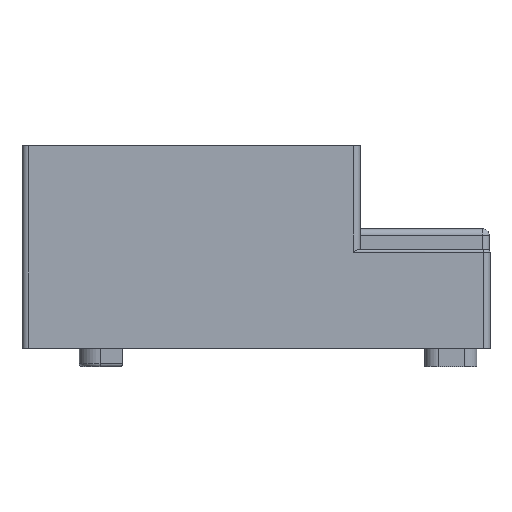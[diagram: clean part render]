
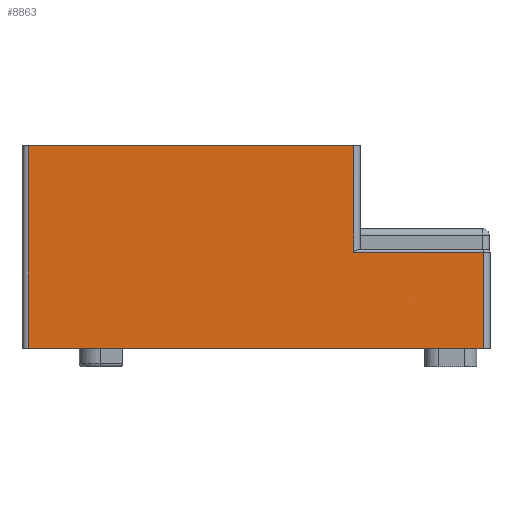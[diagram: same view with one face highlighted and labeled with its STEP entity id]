
A CAD part, left-side view. The second image highlights one B-rep face of the part: STEP entity #8863.
In plain terms, the highlighted planar face has unit normal (-1, 0, 0).
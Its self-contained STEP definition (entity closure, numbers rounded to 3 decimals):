
#583=LINE('',#13702,#1470);
#596=LINE('',#13760,#1483);
#597=LINE('',#13764,#1484);
#598=LINE('',#13766,#1485);
#599=LINE('',#13768,#1486);
#600=LINE('',#13769,#1487);
#1470=VECTOR('',#10993,10.);
#1483=VECTOR('',#11044,10.);
#1484=VECTOR('',#11049,10.);
#1485=VECTOR('',#11050,10.);
#1486=VECTOR('',#11051,10.);
#1487=VECTOR('',#11052,10.);
#2128=PLANE('',#9542);
#2623=FACE_OUTER_BOUND('',#3153,.T.);
#3153=EDGE_LOOP('',(#6851,#6852,#6853,#6854,#6855,#6856));
#4227=VERTEX_POINT('',#13688);
#4230=VERTEX_POINT('',#13693);
#4248=VERTEX_POINT('',#13759);
#4249=VERTEX_POINT('',#13763);
#4250=VERTEX_POINT('',#13765);
#4251=VERTEX_POINT('',#13767);
#5218=EDGE_CURVE('',#4230,#4227,#583,.T.);
#5243=EDGE_CURVE('',#4227,#4248,#596,.T.);
#5245=EDGE_CURVE('',#4230,#4249,#597,.T.);
#5246=EDGE_CURVE('',#4249,#4250,#598,.T.);
#5247=EDGE_CURVE('',#4251,#4250,#599,.T.);
#5248=EDGE_CURVE('',#4248,#4251,#600,.T.);
#6851=ORIENTED_EDGE('',*,*,#5218,.F.);
#6852=ORIENTED_EDGE('',*,*,#5245,.T.);
#6853=ORIENTED_EDGE('',*,*,#5246,.T.);
#6854=ORIENTED_EDGE('',*,*,#5247,.F.);
#6855=ORIENTED_EDGE('',*,*,#5248,.F.);
#6856=ORIENTED_EDGE('',*,*,#5243,.F.);
#8863=ADVANCED_FACE('',(#2623),#2128,.T.);
#9542=AXIS2_PLACEMENT_3D('',#13762,#11047,#11048);
#10993=DIRECTION('',(0.,-1.,0.));
#11044=DIRECTION('',(0.,0.,-1.));
#11047=DIRECTION('center_axis',(-1.,0.,0.));
#11048=DIRECTION('ref_axis',(0.,0.,1.));
#11049=DIRECTION('',(0.,0.,1.));
#11050=DIRECTION('',(0.,1.,0.));
#11051=DIRECTION('',(0.,0.,1.));
#11052=DIRECTION('',(0.,1.,0.));
#13688=CARTESIAN_POINT('',(-65.25,-87.5,37.));
#13693=CARTESIAN_POINT('',(-65.25,-37.5,37.));
#13702=CARTESIAN_POINT('',(-65.25,-77.5,37.));
#13759=CARTESIAN_POINT('',(-65.25,-87.5,0.));
#13760=CARTESIAN_POINT('',(-65.25,-87.5,0.));
#13762=CARTESIAN_POINT('Origin',(-65.25,-90.,0.));
#13763=CARTESIAN_POINT('',(-65.25,-37.5,78.));
#13764=CARTESIAN_POINT('',(-65.25,-37.5,39.));
#13765=CARTESIAN_POINT('',(-65.25,87.5,78.));
#13766=CARTESIAN_POINT('',(-65.25,-90.,78.));
#13767=CARTESIAN_POINT('',(-65.25,87.5,0.));
#13768=CARTESIAN_POINT('',(-65.25,87.5,0.));
#13769=CARTESIAN_POINT('',(-65.25,-90.,0.));
